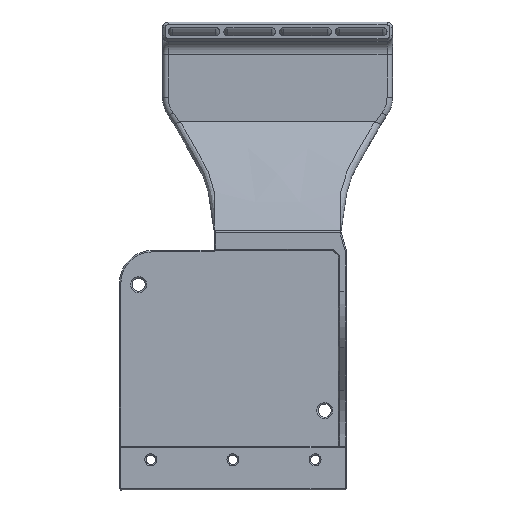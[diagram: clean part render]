
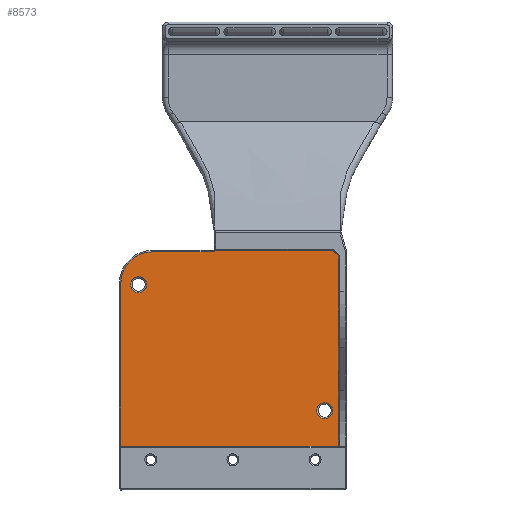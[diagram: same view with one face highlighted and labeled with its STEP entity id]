
A CAD part, left-side view. The second image highlights one B-rep face of the part: STEP entity #8573.
In plain terms, the highlighted planar face has unit normal (-1, 0, 0).
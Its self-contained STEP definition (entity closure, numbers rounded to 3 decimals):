
#278=CIRCLE('',#9078,2.9);
#279=CIRCLE('',#9080,11.5);
#280=CIRCLE('',#9081,2.9);
#605=FACE_BOUND('',#1349,.T.);
#606=FACE_BOUND('',#1350,.T.);
#792=FACE_OUTER_BOUND('',#1348,.T.);
#1348=EDGE_LOOP('',(#6571,#6572,#6573,#6574,#6575,#6576,#6577,#6578,#6579,
#6580,#6581,#6582,#6583,#6584,#6585,#6586,#6587,#6588,#6589,#6590,#6591,
#6592,#6593));
#1349=EDGE_LOOP('',(#6594));
#1350=EDGE_LOOP('',(#6595));
#2170=LINE('',#12819,#3104);
#2171=LINE('',#12821,#3105);
#2172=LINE('',#12823,#3106);
#2173=LINE('',#12825,#3107);
#2174=LINE('',#12827,#3108);
#2175=LINE('',#12829,#3109);
#2176=LINE('',#12831,#3110);
#2177=LINE('',#12833,#3111);
#2178=LINE('',#12835,#3112);
#2179=LINE('',#12837,#3113);
#2180=LINE('',#12839,#3114);
#2181=LINE('',#12841,#3115);
#2182=LINE('',#12843,#3116);
#2183=LINE('',#12845,#3117);
#2184=LINE('',#12847,#3118);
#2185=LINE('',#12849,#3119);
#2186=LINE('',#12851,#3120);
#2187=LINE('',#12853,#3121);
#2188=LINE('',#12855,#3122);
#2189=LINE('',#12857,#3123);
#2190=LINE('',#12859,#3124);
#2191=LINE('',#12861,#3125);
#3104=VECTOR('',#10405,10.);
#3105=VECTOR('',#10406,10.);
#3106=VECTOR('',#10407,10.);
#3107=VECTOR('',#10408,10.);
#3108=VECTOR('',#10409,10.);
#3109=VECTOR('',#10410,10.);
#3110=VECTOR('',#10411,10.);
#3111=VECTOR('',#10412,10.);
#3112=VECTOR('',#10413,10.);
#3113=VECTOR('',#10414,10.);
#3114=VECTOR('',#10415,10.);
#3115=VECTOR('',#10416,10.);
#3116=VECTOR('',#10417,10.);
#3117=VECTOR('',#10418,10.);
#3118=VECTOR('',#10419,10.);
#3119=VECTOR('',#10420,10.);
#3120=VECTOR('',#10421,10.);
#3121=VECTOR('',#10422,10.);
#3122=VECTOR('',#10423,10.);
#3123=VECTOR('',#10424,10.);
#3124=VECTOR('',#10425,10.);
#3125=VECTOR('',#10426,10.);
#3874=VERTEX_POINT('',#12813);
#3875=VERTEX_POINT('',#12817);
#3876=VERTEX_POINT('',#12818);
#3877=VERTEX_POINT('',#12820);
#3878=VERTEX_POINT('',#12822);
#3879=VERTEX_POINT('',#12824);
#3880=VERTEX_POINT('',#12826);
#3881=VERTEX_POINT('',#12828);
#3882=VERTEX_POINT('',#12830);
#3883=VERTEX_POINT('',#12832);
#3884=VERTEX_POINT('',#12834);
#3885=VERTEX_POINT('',#12836);
#3886=VERTEX_POINT('',#12838);
#3887=VERTEX_POINT('',#12840);
#3888=VERTEX_POINT('',#12842);
#3889=VERTEX_POINT('',#12844);
#3890=VERTEX_POINT('',#12846);
#3891=VERTEX_POINT('',#12848);
#3892=VERTEX_POINT('',#12850);
#3893=VERTEX_POINT('',#12852);
#3894=VERTEX_POINT('',#12854);
#3895=VERTEX_POINT('',#12856);
#3896=VERTEX_POINT('',#12858);
#3897=VERTEX_POINT('',#12860);
#3898=VERTEX_POINT('',#12863);
#4818=EDGE_CURVE('',#3874,#3874,#278,.T.);
#4819=EDGE_CURVE('',#3875,#3876,#2170,.T.);
#4820=EDGE_CURVE('',#3875,#3877,#2171,.T.);
#4821=EDGE_CURVE('',#3877,#3878,#2172,.T.);
#4822=EDGE_CURVE('',#3878,#3879,#2173,.T.);
#4823=EDGE_CURVE('',#3879,#3880,#2174,.T.);
#4824=EDGE_CURVE('',#3881,#3880,#2175,.T.);
#4825=EDGE_CURVE('',#3881,#3882,#2176,.T.);
#4826=EDGE_CURVE('',#3882,#3883,#2177,.T.);
#4827=EDGE_CURVE('',#3883,#3884,#2178,.T.);
#4828=EDGE_CURVE('',#3885,#3884,#2179,.T.);
#4829=EDGE_CURVE('',#3885,#3886,#2180,.T.);
#4830=EDGE_CURVE('',#3886,#3887,#2181,.T.);
#4831=EDGE_CURVE('',#3887,#3888,#2182,.T.);
#4832=EDGE_CURVE('',#3889,#3888,#2183,.T.);
#4833=EDGE_CURVE('',#3889,#3890,#2184,.T.);
#4834=EDGE_CURVE('',#3890,#3891,#2185,.T.);
#4835=EDGE_CURVE('',#3891,#3892,#2186,.T.);
#4836=EDGE_CURVE('',#3893,#3892,#2187,.T.);
#4837=EDGE_CURVE('',#3893,#3894,#2188,.T.);
#4838=EDGE_CURVE('',#3894,#3895,#2189,.T.);
#4839=EDGE_CURVE('',#3896,#3895,#2190,.T.);
#4840=EDGE_CURVE('',#3897,#3896,#2191,.T.);
#4841=EDGE_CURVE('',#3876,#3897,#279,.T.);
#4842=EDGE_CURVE('',#3898,#3898,#280,.T.);
#6571=ORIENTED_EDGE('',*,*,#4819,.F.);
#6572=ORIENTED_EDGE('',*,*,#4820,.T.);
#6573=ORIENTED_EDGE('',*,*,#4821,.T.);
#6574=ORIENTED_EDGE('',*,*,#4822,.T.);
#6575=ORIENTED_EDGE('',*,*,#4823,.T.);
#6576=ORIENTED_EDGE('',*,*,#4824,.F.);
#6577=ORIENTED_EDGE('',*,*,#4825,.T.);
#6578=ORIENTED_EDGE('',*,*,#4826,.T.);
#6579=ORIENTED_EDGE('',*,*,#4827,.T.);
#6580=ORIENTED_EDGE('',*,*,#4828,.F.);
#6581=ORIENTED_EDGE('',*,*,#4829,.T.);
#6582=ORIENTED_EDGE('',*,*,#4830,.T.);
#6583=ORIENTED_EDGE('',*,*,#4831,.T.);
#6584=ORIENTED_EDGE('',*,*,#4832,.F.);
#6585=ORIENTED_EDGE('',*,*,#4833,.T.);
#6586=ORIENTED_EDGE('',*,*,#4834,.T.);
#6587=ORIENTED_EDGE('',*,*,#4835,.T.);
#6588=ORIENTED_EDGE('',*,*,#4836,.F.);
#6589=ORIENTED_EDGE('',*,*,#4837,.T.);
#6590=ORIENTED_EDGE('',*,*,#4838,.T.);
#6591=ORIENTED_EDGE('',*,*,#4839,.F.);
#6592=ORIENTED_EDGE('',*,*,#4840,.F.);
#6593=ORIENTED_EDGE('',*,*,#4841,.F.);
#6594=ORIENTED_EDGE('',*,*,#4842,.F.);
#6595=ORIENTED_EDGE('',*,*,#4818,.F.);
#8267=PLANE('',#9079);
#8573=ADVANCED_FACE('',(#792,#605,#606),#8267,.F.);
#9078=AXIS2_PLACEMENT_3D('',#12815,#10401,#10402);
#9079=AXIS2_PLACEMENT_3D('',#12816,#10403,#10404);
#9080=AXIS2_PLACEMENT_3D('',#12862,#10427,#10428);
#9081=AXIS2_PLACEMENT_3D('',#12864,#10429,#10430);
#10401=DIRECTION('center_axis',(-1.,0.,0.));
#10402=DIRECTION('ref_axis',(0.,1.,0.));
#10403=DIRECTION('center_axis',(1.,0.,0.));
#10404=DIRECTION('ref_axis',(0.,1.,0.));
#10405=DIRECTION('',(0.,0.,1.));
#10406=DIRECTION('',(0.,-1.,0.));
#10407=DIRECTION('',(0.,0.,1.));
#10408=DIRECTION('',(0.,0.707,0.707));
#10409=DIRECTION('',(0.,0.,1.));
#10410=DIRECTION('',(0.,-1.,0.));
#10411=DIRECTION('',(0.,0.,-1.));
#10412=DIRECTION('',(0.,1.,0.));
#10413=DIRECTION('',(0.,0.,1.));
#10414=DIRECTION('',(0.,-1.,0.));
#10415=DIRECTION('',(0.,0.,-1.));
#10416=DIRECTION('',(0.,1.,0.));
#10417=DIRECTION('',(0.,0.,1.));
#10418=DIRECTION('',(0.,-1.,0.));
#10419=DIRECTION('',(0.,0.,-1.));
#10420=DIRECTION('',(0.,1.,0.));
#10421=DIRECTION('',(0.,0.,1.));
#10422=DIRECTION('',(0.,-1.,0.));
#10423=DIRECTION('',(0.,0.,-1.));
#10424=DIRECTION('',(0.,1.,0.));
#10425=DIRECTION('',(0.,0.,1.));
#10426=DIRECTION('',(0.,-1.,0.));
#10427=DIRECTION('center_axis',(1.,0.,0.));
#10428=DIRECTION('ref_axis',(0.,1.,0.));
#10429=DIRECTION('center_axis',(-1.,0.,0.));
#10430=DIRECTION('ref_axis',(0.,1.,0.));
#12813=CARTESIAN_POINT('',(110.002,-52.,87.2));
#12815=CARTESIAN_POINT('Origin',(110.002,-49.1,87.2));
#12816=CARTESIAN_POINT('Origin',(110.002,-15.55,108.45));
#12817=CARTESIAN_POINT('',(110.002,25.4,74.2));
#12818=CARTESIAN_POINT('',(110.002,25.4,133.7));
#12819=CARTESIAN_POINT('',(110.002,25.4,86.325));
#12820=CARTESIAN_POINT('',(110.002,-54.,74.2));
#12821=CARTESIAN_POINT('',(110.002,-36.275,74.2));
#12822=CARTESIAN_POINT('',(110.002,-54.,143.7));
#12823=CARTESIAN_POINT('',(110.002,-54.,109.2));
#12824=CARTESIAN_POINT('',(110.002,-52.,145.7));
#12825=CARTESIAN_POINT('',(110.002,-52.7,145.));
#12826=CARTESIAN_POINT('',(110.002,-52.,152.7));
#12827=CARTESIAN_POINT('',(110.002,-52.,128.825));
#12828=CARTESIAN_POINT('',(110.002,-42.35,152.7));
#12829=CARTESIAN_POINT('',(110.002,-8.7,152.7));
#12830=CARTESIAN_POINT('',(110.002,-42.35,145.7));
#12831=CARTESIAN_POINT('',(110.002,-42.35,128.825));
#12832=CARTESIAN_POINT('',(110.002,-41.35,145.7));
#12833=CARTESIAN_POINT('',(110.002,-28.7,145.7));
#12834=CARTESIAN_POINT('',(110.002,-41.35,152.7));
#12835=CARTESIAN_POINT('',(110.002,-41.35,128.825));
#12836=CARTESIAN_POINT('',(110.002,-32.35,152.7));
#12837=CARTESIAN_POINT('',(110.002,-8.7,152.7));
#12838=CARTESIAN_POINT('',(110.002,-32.35,145.7));
#12839=CARTESIAN_POINT('',(110.002,-32.35,128.825));
#12840=CARTESIAN_POINT('',(110.002,-31.35,145.7));
#12841=CARTESIAN_POINT('',(110.002,-23.7,145.7));
#12842=CARTESIAN_POINT('',(110.002,-31.35,152.7));
#12843=CARTESIAN_POINT('',(110.002,-31.35,128.825));
#12844=CARTESIAN_POINT('',(110.002,-22.35,152.7));
#12845=CARTESIAN_POINT('',(110.002,-8.7,152.7));
#12846=CARTESIAN_POINT('',(110.002,-22.35,145.7));
#12847=CARTESIAN_POINT('',(110.002,-22.35,128.825));
#12848=CARTESIAN_POINT('',(110.002,-21.35,145.7));
#12849=CARTESIAN_POINT('',(110.002,-18.7,145.7));
#12850=CARTESIAN_POINT('',(110.002,-21.35,152.7));
#12851=CARTESIAN_POINT('',(110.002,-21.35,128.825));
#12852=CARTESIAN_POINT('',(110.002,-11.7,152.7));
#12853=CARTESIAN_POINT('',(110.002,-8.7,152.7));
#12854=CARTESIAN_POINT('',(110.002,-11.7,145.7));
#12855=CARTESIAN_POINT('',(110.002,-11.7,128.825));
#12856=CARTESIAN_POINT('',(110.002,-8.7,145.7));
#12857=CARTESIAN_POINT('',(110.002,-12.125,145.7));
#12858=CARTESIAN_POINT('',(110.002,-8.7,145.2));
#12859=CARTESIAN_POINT('',(110.002,-8.7,127.075));
#12860=CARTESIAN_POINT('',(110.002,13.9,145.2));
#12861=CARTESIAN_POINT('',(110.002,-0.825,145.2));
#12862=CARTESIAN_POINT('Origin',(110.002,13.9,133.7));
#12863=CARTESIAN_POINT('',(110.002,16.,133.2));
#12864=CARTESIAN_POINT('Origin',(110.002,18.9,133.2));
